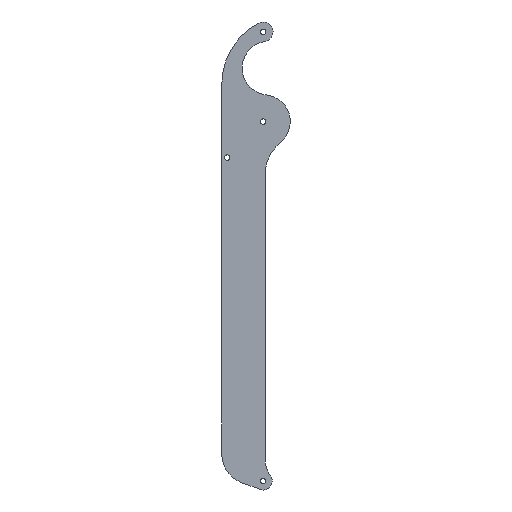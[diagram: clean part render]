
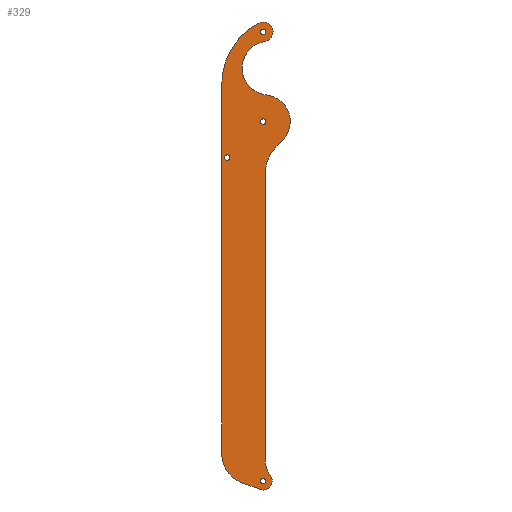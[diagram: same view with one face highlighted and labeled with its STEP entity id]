
A CAD part, front view. The second image highlights one B-rep face of the part: STEP entity #329.
In plain terms, the highlighted planar face has unit normal (0, -1, 0).
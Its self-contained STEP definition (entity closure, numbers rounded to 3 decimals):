
#19=FACE_BOUND('',#66,.T.);
#20=FACE_BOUND('',#67,.T.);
#21=FACE_BOUND('',#68,.T.);
#22=FACE_BOUND('',#69,.T.);
#27=PLANE('',#393);
#44=FACE_OUTER_BOUND('',#65,.T.);
#65=EDGE_LOOP('',(#286,#287,#288,#289,#290,#291,#292,#293,#294,#295,#296));
#66=EDGE_LOOP('',(#297));
#67=EDGE_LOOP('',(#298));
#68=EDGE_LOOP('',(#299));
#69=EDGE_LOOP('',(#300));
#76=LINE('',#535,#97);
#80=LINE('',#547,#101);
#85=LINE('',#565,#106);
#97=VECTOR('',#434,10.);
#101=VECTOR('',#446,10.);
#106=VECTOR('',#465,10.);
#113=CIRCLE('',#355,1.5);
#115=CIRCLE('',#358,1.5);
#117=CIRCLE('',#361,1.5);
#119=CIRCLE('',#364,1.5);
#120=CIRCLE('',#366,38.411);
#122=CIRCLE('',#370,16.951);
#124=CIRCLE('',#374,4.953);
#126=CIRCLE('',#377,15.011);
#128=CIRCLE('',#381,23.168);
#130=CIRCLE('',#384,15.);
#132=CIRCLE('',#387,15.);
#134=CIRCLE('',#390,5.45);
#137=VERTEX_POINT('',#503);
#139=VERTEX_POINT('',#509);
#141=VERTEX_POINT('',#515);
#143=VERTEX_POINT('',#521);
#144=VERTEX_POINT('',#525);
#145=VERTEX_POINT('',#526);
#148=VERTEX_POINT('',#534);
#150=VERTEX_POINT('',#540);
#152=VERTEX_POINT('',#546);
#154=VERTEX_POINT('',#552);
#156=VERTEX_POINT('',#558);
#158=VERTEX_POINT('',#564);
#160=VERTEX_POINT('',#570);
#162=VERTEX_POINT('',#576);
#164=VERTEX_POINT('',#582);
#168=EDGE_CURVE('',#137,#137,#113,.T.);
#171=EDGE_CURVE('',#139,#139,#115,.T.);
#174=EDGE_CURVE('',#141,#141,#117,.T.);
#177=EDGE_CURVE('',#143,#143,#119,.T.);
#178=EDGE_CURVE('',#144,#145,#120,.T.);
#182=EDGE_CURVE('',#148,#144,#76,.T.);
#185=EDGE_CURVE('',#150,#148,#122,.T.);
#188=EDGE_CURVE('',#152,#150,#80,.T.);
#191=EDGE_CURVE('',#154,#152,#124,.T.);
#194=EDGE_CURVE('',#156,#154,#126,.T.);
#197=EDGE_CURVE('',#158,#156,#85,.T.);
#200=EDGE_CURVE('',#160,#158,#128,.T.);
#203=EDGE_CURVE('',#162,#160,#130,.T.);
#206=EDGE_CURVE('',#164,#162,#132,.T.);
#209=EDGE_CURVE('',#145,#164,#134,.T.);
#286=ORIENTED_EDGE('',*,*,#209,.F.);
#287=ORIENTED_EDGE('',*,*,#178,.F.);
#288=ORIENTED_EDGE('',*,*,#182,.F.);
#289=ORIENTED_EDGE('',*,*,#185,.F.);
#290=ORIENTED_EDGE('',*,*,#188,.F.);
#291=ORIENTED_EDGE('',*,*,#191,.F.);
#292=ORIENTED_EDGE('',*,*,#194,.F.);
#293=ORIENTED_EDGE('',*,*,#197,.F.);
#294=ORIENTED_EDGE('',*,*,#200,.F.);
#295=ORIENTED_EDGE('',*,*,#203,.F.);
#296=ORIENTED_EDGE('',*,*,#206,.F.);
#297=ORIENTED_EDGE('',*,*,#168,.T.);
#298=ORIENTED_EDGE('',*,*,#171,.T.);
#299=ORIENTED_EDGE('',*,*,#174,.T.);
#300=ORIENTED_EDGE('',*,*,#177,.T.);
#329=ADVANCED_FACE('',(#44,#19,#20,#21,#22),#27,.F.);
#355=AXIS2_PLACEMENT_3D('',#505,#401,#402);
#358=AXIS2_PLACEMENT_3D('',#511,#408,#409);
#361=AXIS2_PLACEMENT_3D('',#517,#415,#416);
#364=AXIS2_PLACEMENT_3D('',#523,#422,#423);
#366=AXIS2_PLACEMENT_3D('',#527,#426,#427);
#370=AXIS2_PLACEMENT_3D('',#541,#439,#440);
#374=AXIS2_PLACEMENT_3D('',#553,#451,#452);
#377=AXIS2_PLACEMENT_3D('',#559,#458,#459);
#381=AXIS2_PLACEMENT_3D('',#571,#470,#471);
#384=AXIS2_PLACEMENT_3D('',#577,#477,#478);
#387=AXIS2_PLACEMENT_3D('',#583,#484,#485);
#390=AXIS2_PLACEMENT_3D('',#588,#491,#492);
#393=AXIS2_PLACEMENT_3D('',#591,#497,#498);
#401=DIRECTION('center_axis',(0.,1.,0.));
#402=DIRECTION('ref_axis',(1.,0.,0.));
#408=DIRECTION('center_axis',(0.,1.,0.));
#409=DIRECTION('ref_axis',(1.,0.,0.));
#415=DIRECTION('center_axis',(0.,1.,0.));
#416=DIRECTION('ref_axis',(1.,0.,0.));
#422=DIRECTION('center_axis',(0.,1.,0.));
#423=DIRECTION('ref_axis',(1.,0.,0.));
#426=DIRECTION('center_axis',(0.,1.,0.));
#427=DIRECTION('ref_axis',(-1.,0.,0.));
#434=DIRECTION('',(0.,0.,1.));
#439=DIRECTION('center_axis',(0.,1.,0.));
#440=DIRECTION('ref_axis',(-0.345,0.,-0.939));
#446=DIRECTION('',(-0.939,0.,0.345));
#451=DIRECTION('center_axis',(0.,1.,0.));
#452=DIRECTION('ref_axis',(0.805,0.,0.594));
#458=DIRECTION('center_axis',(0.,-1.,0.));
#459=DIRECTION('ref_axis',(0.805,0.,0.594));
#465=DIRECTION('',(0.,0.,-1.));
#470=DIRECTION('center_axis',(0.,-1.,0.));
#471=DIRECTION('ref_axis',(1.,0.,0.));
#477=DIRECTION('center_axis',(0.,1.,0.));
#478=DIRECTION('ref_axis',(0.108,0.,0.994));
#484=DIRECTION('center_axis',(0.,-1.,0.));
#485=DIRECTION('ref_axis',(0.108,0.,0.994));
#491=DIRECTION('center_axis',(0.,1.,0.));
#492=DIRECTION('ref_axis',(-0.465,0.,0.885));
#497=DIRECTION('center_axis',(0.,1.,0.));
#498=DIRECTION('ref_axis',(0.,0.,1.));
#503=CARTESIAN_POINT('',(-1.604,0.,-50.));
#505=CARTESIAN_POINT('Origin',(-0.104,0.,-50.));
#509=CARTESIAN_POINT('',(-1.604,0.,-250.));
#511=CARTESIAN_POINT('Origin',(-0.104,0.,-250.));
#515=CARTESIAN_POINT('',(-21.604,0.,-70.));
#517=CARTESIAN_POINT('Origin',(-20.104,0.,-70.));
#521=CARTESIAN_POINT('',(-1.5,0.,0.));
#523=CARTESIAN_POINT('Origin',(0.,0.,0.));
#525=CARTESIAN_POINT('',(-23.094,0.,-29.186));
#526=CARTESIAN_POINT('',(-2.533,0.,4.826));
#527=CARTESIAN_POINT('Origin',(15.318,0.,-29.186));
#534=CARTESIAN_POINT('',(-23.094,0.,-234.96));
#535=CARTESIAN_POINT('',(-23.094,0.,-234.96));
#540=CARTESIAN_POINT('',(-11.99,0.,-250.871));
#541=CARTESIAN_POINT('Origin',(-6.142,0.,-234.96));
#546=CARTESIAN_POINT('',(-1.709,0.,-254.649));
#547=CARTESIAN_POINT('',(-1.709,0.,-254.649));
#552=CARTESIAN_POINT('',(3.986,0.,-247.06));
#553=CARTESIAN_POINT('Origin',(0.,0.,-250.));
#558=CARTESIAN_POINT('',(1.056,0.,-238.151));
#559=CARTESIAN_POINT('Origin',(16.067,0.,-238.151));
#564=CARTESIAN_POINT('',(1.056,0.,-79.495));
#565=CARTESIAN_POINT('',(1.056,0.,-79.495));
#570=CARTESIAN_POINT('',(9.52,0.,-61.592));
#571=CARTESIAN_POINT('Origin',(24.224,0.,-79.495));
#576=CARTESIAN_POINT('',(1.616,0.,-35.087));
#577=CARTESIAN_POINT('Origin',(0.,0.,-50.));
#582=CARTESIAN_POINT('',(1.236,0.,-5.308));
#583=CARTESIAN_POINT('Origin',(3.232,0.,-20.175));
#588=CARTESIAN_POINT('Origin',(0.,0.,0.));
#591=CARTESIAN_POINT('Origin',(-4.047,0.,-124.752));
